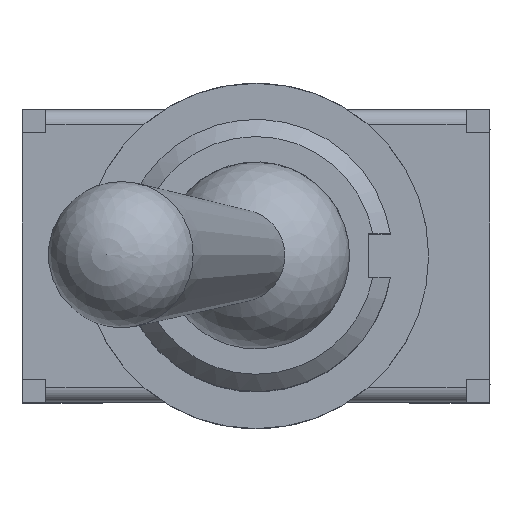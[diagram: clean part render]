
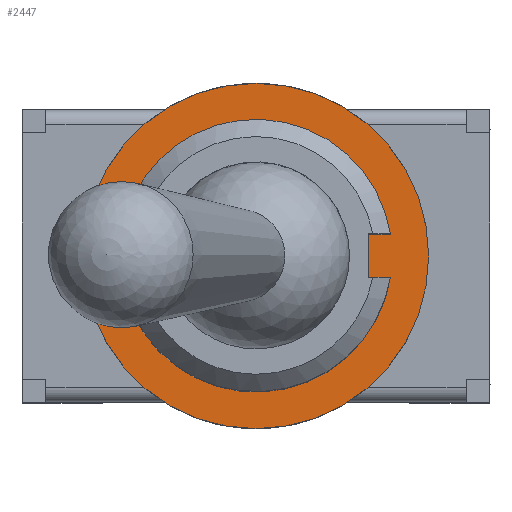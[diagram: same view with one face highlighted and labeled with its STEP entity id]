
A CAD part, top view. The second image highlights one B-rep face of the part: STEP entity #2447.
In plain terms, the highlighted planar face has unit normal (0, 0, 1).
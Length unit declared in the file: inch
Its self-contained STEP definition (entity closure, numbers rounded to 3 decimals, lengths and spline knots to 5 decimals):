
#27=FACE_BOUND('',#944,.T.);
#45=CIRCLE('',#2618,0.09311);
#46=CIRCLE('',#2620,0.11811);
#102=PLANE('',#2619);
#246=LINE('',#4047,#527);
#250=LINE('',#4057,#531);
#252=LINE('',#4060,#533);
#527=VECTOR('',#2904,0.3937);
#531=VECTOR('',#2914,0.3937);
#533=VECTOR('',#2918,0.3937);
#809=FACE_OUTER_BOUND('',#943,.T.);
#943=EDGE_LOOP('',(#1875));
#944=EDGE_LOOP('',(#1876,#1877,#1878,#1879));
#1141=VERTEX_POINT('',#4044);
#1142=VERTEX_POINT('',#4046);
#1144=VERTEX_POINT('',#4054);
#1145=VERTEX_POINT('',#4056);
#1146=VERTEX_POINT('',#4064);
#1408=EDGE_CURVE('',#1142,#1141,#246,.T.);
#1413=EDGE_CURVE('',#1145,#1144,#250,.T.);
#1415=EDGE_CURVE('',#1144,#1142,#252,.T.);
#1416=EDGE_CURVE('',#1141,#1145,#45,.T.);
#1417=EDGE_CURVE('',#1146,#1146,#46,.T.);
#1875=ORIENTED_EDGE('',*,*,#1417,.F.);
#1876=ORIENTED_EDGE('',*,*,#1413,.T.);
#1877=ORIENTED_EDGE('',*,*,#1415,.T.);
#1878=ORIENTED_EDGE('',*,*,#1408,.T.);
#1879=ORIENTED_EDGE('',*,*,#1416,.T.);
#2447=ADVANCED_FACE('',(#809,#27),#102,.F.);
#2618=AXIS2_PLACEMENT_3D('',#4062,#2921,#2922);
#2619=AXIS2_PLACEMENT_3D('',#4063,#2923,#2924);
#2620=AXIS2_PLACEMENT_3D('',#4065,#2925,#2926);
#2904=DIRECTION('',(1.,0.,0.));
#2914=DIRECTION('',(-1.,0.,0.));
#2918=DIRECTION('',(0.,-1.,0.));
#2921=DIRECTION('center_axis',(0.,0.,
-1.));
#2922=DIRECTION('ref_axis',(-0.987,-0.161,0.));
#2923=DIRECTION('center_axis',(0.,0.,
-1.));
#2924=DIRECTION('ref_axis',(-1.,0.,0.));
#2925=DIRECTION('center_axis',(0.,0.,
-1.));
#2926=DIRECTION('ref_axis',(-1.,0.,0.));
#4044=CARTESIAN_POINT('',(0.0919,-0.01496,0.30866));
#4046=CARTESIAN_POINT('',(0.07694,-0.01496,0.30866));
#4047=CARTESIAN_POINT('',(0.03847,-0.01496,0.30866));
#4054=CARTESIAN_POINT('',(0.07694,0.01496,0.30866));
#4056=CARTESIAN_POINT('',(0.0919,0.01496,0.30866));
#4057=CARTESIAN_POINT('',(0.04595,0.01496,0.30866));
#4060=CARTESIAN_POINT('',(0.07694,0.00748,0.30866));
#4062=CARTESIAN_POINT('Origin',(0.,0.,
0.30866));
#4063=CARTESIAN_POINT('Origin',(0.,0.,
0.30866));
#4064=CARTESIAN_POINT('',(0.11811,0.,0.30866));
#4065=CARTESIAN_POINT('Origin',(0.,0.,
0.30866));
